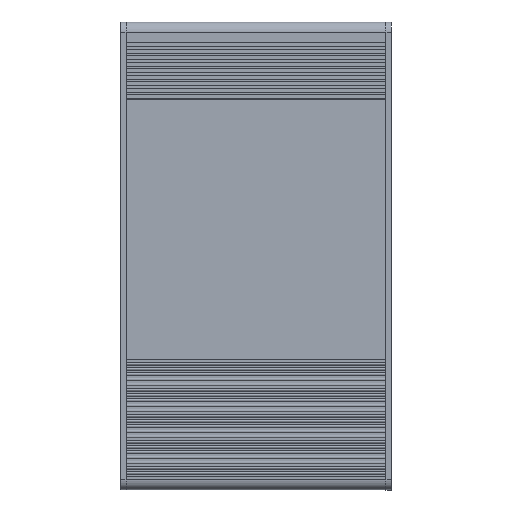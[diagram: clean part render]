
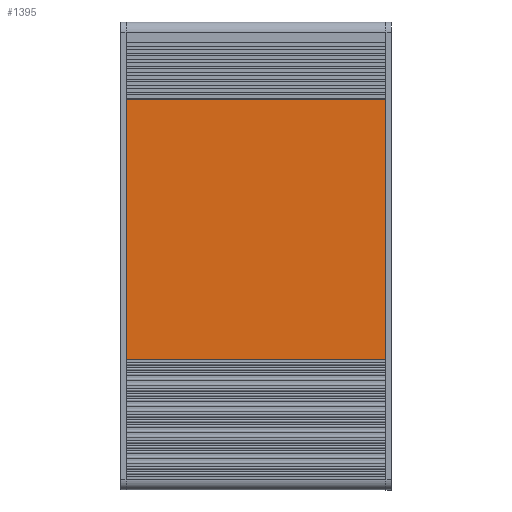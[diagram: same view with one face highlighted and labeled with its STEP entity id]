
A CAD part, top view. The second image highlights one B-rep face of the part: STEP entity #1395.
In plain terms, the highlighted planar face has unit normal (0, 0, 1).
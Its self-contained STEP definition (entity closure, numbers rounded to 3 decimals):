
#1395 = ADVANCED_FACE( '', ( #2853 ), #2854, .F. );
#2853 = FACE_OUTER_BOUND( '', #4309, .T. );
#2854 = PLANE( '', #4310 );
#4309 = EDGE_LOOP( '', ( #8334, #8335, #8336, #8337 ) );
#4310 = AXIS2_PLACEMENT_3D( '', #8338, #8339, #8340 );
#8334 = ORIENTED_EDGE( '', *, *, #9308, .T. );
#8335 = ORIENTED_EDGE( '', *, *, #9667, .F. );
#8336 = ORIENTED_EDGE( '', *, *, #10548, .F. );
#8337 = ORIENTED_EDGE( '', *, *, #9164, .T. );
#8338 = CARTESIAN_POINT( '', ( 50., -40., 0. ) );
#8339 = DIRECTION( '', ( 0., 0., -1. ) );
#8340 = DIRECTION( '', ( 0., 1., 0. ) );
#9164 = EDGE_CURVE( '', #11202, #11200, #11203, .T. );
#9308 = EDGE_CURVE( '', #11200, #11457, #11458, .T. );
#9667 = EDGE_CURVE( '', #12064, #11457, #12066, .T. );
#10548 = EDGE_CURVE( '', #11202, #12064, #13200, .T. );
#11200 = VERTEX_POINT( '', #14092 );
#11202 = VERTEX_POINT( '', #14094 );
#11203 = LINE( '', #14095, #14096 );
#11457 = VERTEX_POINT( '', #14451 );
#11458 = LINE( '', #14452, #14453 );
#12064 = VERTEX_POINT( '', #15316 );
#12066 = LINE( '', #15319, #15320 );
#13200 = LINE( '', #16935, #16936 );
#14092 = CARTESIAN_POINT( '', ( -50., 60., 0. ) );
#14094 = CARTESIAN_POINT( '', ( 50., 60., 0. ) );
#14095 = CARTESIAN_POINT( '', ( 50., 60., 0. ) );
#14096 = VECTOR( '', #17343, 1000. );
#14451 = CARTESIAN_POINT( '', ( -50., -40., 0. ) );
#14452 = CARTESIAN_POINT( '', ( -50., -40., 0. ) );
#14453 = VECTOR( '', #17505, 1000. );
#15316 = CARTESIAN_POINT( '', ( 50., -40., 0. ) );
#15319 = CARTESIAN_POINT( '', ( 50., -40., 0. ) );
#15320 = VECTOR( '', #17977, 1000. );
#16935 = CARTESIAN_POINT( '', ( 50., -40., 0. ) );
#16936 = VECTOR( '', #18714, 1000. );
#17343 = DIRECTION( '', ( -1., 0., 0. ) );
#17505 = DIRECTION( '', ( 0., -1., 0. ) );
#17977 = DIRECTION( '', ( -1., 0., 0. ) );
#18714 = DIRECTION( '', ( 0., -1., 0. ) );
